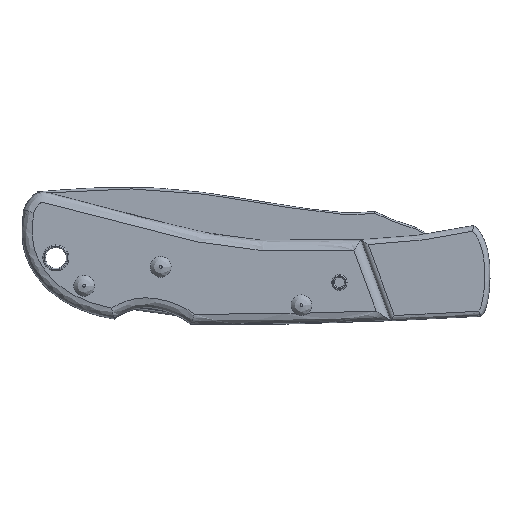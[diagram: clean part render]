
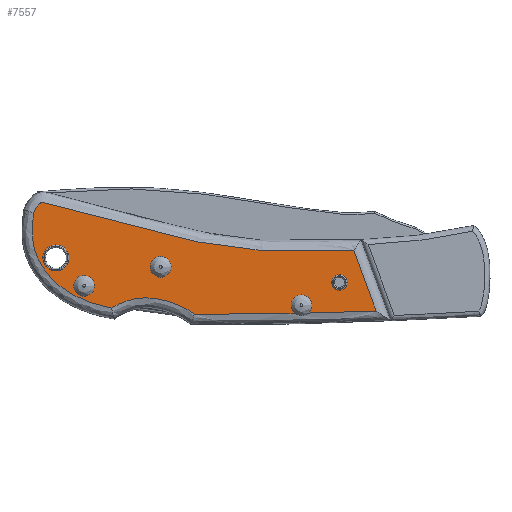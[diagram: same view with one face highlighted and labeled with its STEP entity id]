
A CAD part, front view. The second image highlights one B-rep face of the part: STEP entity #7557.
In plain terms, the highlighted planar face has unit normal (0, -1, 0).
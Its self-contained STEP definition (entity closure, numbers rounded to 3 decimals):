
#271=FACE_BOUND('',#1005,.T.);
#272=FACE_BOUND('',#1006,.T.);
#273=FACE_BOUND('',#1007,.T.);
#274=FACE_BOUND('',#1008,.T.);
#275=FACE_BOUND('',#1009,.T.);
#357=CIRCLE('',#7995,1.5);
#360=CIRCLE('',#8013,1.5);
#361=CIRCLE('',#8014,2.5);
#362=CIRCLE('',#8015,1.5);
#363=CIRCLE('',#8016,1.5);
#574=FACE_OUTER_BOUND('',#1004,.T.);
#1004=EDGE_LOOP('',(#5454,#5455,#5456,#5457,#5458));
#1005=EDGE_LOOP('',(#5459));
#1006=EDGE_LOOP('',(#5460));
#1007=EDGE_LOOP('',(#5461));
#1008=EDGE_LOOP('',(#5462));
#1009=EDGE_LOOP('',(#5463));
#1485=LINE('',#13377,#2250);
#2250=VECTOR('',#8719,10.);
#2998=B_SPLINE_CURVE_WITH_KNOTS('',3,(#13156,#13157,#13158,#13159,#13160,
#13161,#13162,#13163,#13164,#13165,#13166,#13167,#13168,#13169,#13170,#13171,
#13172,#13173,#13174,#13175,#13176,#13177,#13178,#13179,#13180,#13181,#13182,
#13183),.UNSPECIFIED.,.F.,.F.,(4,1,1,1,1,1,1,1,1,1,1,1,1,1,1,1,1,1,1,1,
1,1,1,1,1,4),(-6.535,-6.503,-6.444,-6.385,
-6.356,-6.327,-6.297,-6.29,
-6.283,-6.268,-6.239,-6.21,
-6.151,-6.092,-5.975,-5.858,
-5.624,-4.999,-4.843,-4.686,
-4.062,-2.812,-1.875,-1.406,
-0.937,-0.146),.UNSPECIFIED.);
#3001=B_SPLINE_CURVE_WITH_KNOTS('',3,(#13249,#13250,#13251,#13252,#13253,
#13254),.UNSPECIFIED.,.F.,.F.,(4,1,1,4),(-3.588,-2.758,
-1.655,-0.079),.UNSPECIFIED.);
#3006=B_SPLINE_CURVE_WITH_KNOTS('',3,(#13352,#13353,#13354,#13355,#13356,
#13357,#13358,#13359,#13360,#13361),.UNSPECIFIED.,.F.,.F.,(4,1,1,1,1,1,
1,4),(-1.812,-1.783,-1.646,-1.372,
-0.823,-0.549,-0.274,-0.105),
 .UNSPECIFIED.);
#3009=B_SPLINE_CURVE_WITH_KNOTS('',3,(#13444,#13445,#13446,#13447,#13448,
#13449,#13450,#13451,#13452,#13453,#13454),.UNSPECIFIED.,.F.,.F.,(4,1,1,
1,1,1,1,1,4),(-2.715,-2.401,-2.001,-1.201,
-0.8,-0.6,-0.4,-0.2,
-0.027),.UNSPECIFIED.);
#3249=VERTEX_POINT('',#12862);
#3270=VERTEX_POINT('',#13154);
#3271=VERTEX_POINT('',#13155);
#3272=VERTEX_POINT('',#13247);
#3273=VERTEX_POINT('',#13248);
#3276=VERTEX_POINT('',#13351);
#3277=VERTEX_POINT('',#13493);
#3278=VERTEX_POINT('',#13495);
#3279=VERTEX_POINT('',#13497);
#3280=VERTEX_POINT('',#13499);
#4062=EDGE_CURVE('',#3249,#3249,#357,.T.);
#4096=EDGE_CURVE('',#3270,#3271,#2998,.T.);
#4099=EDGE_CURVE('',#3272,#3273,#3001,.T.);
#4104=EDGE_CURVE('',#3273,#3276,#3006,.T.);
#4106=EDGE_CURVE('',#3271,#3272,#1485,.T.);
#4108=EDGE_CURVE('',#3276,#3270,#3009,.T.);
#4110=EDGE_CURVE('',#3277,#3277,#360,.T.);
#4111=EDGE_CURVE('',#3278,#3278,#361,.T.);
#4112=EDGE_CURVE('',#3279,#3279,#362,.T.);
#4113=EDGE_CURVE('',#3280,#3280,#363,.T.);
#5454=ORIENTED_EDGE('',*,*,#4099,.F.);
#5455=ORIENTED_EDGE('',*,*,#4106,.F.);
#5456=ORIENTED_EDGE('',*,*,#4096,.F.);
#5457=ORIENTED_EDGE('',*,*,#4108,.F.);
#5458=ORIENTED_EDGE('',*,*,#4104,.F.);
#5459=ORIENTED_EDGE('',*,*,#4110,.F.);
#5460=ORIENTED_EDGE('',*,*,#4062,.F.);
#5461=ORIENTED_EDGE('',*,*,#4111,.F.);
#5462=ORIENTED_EDGE('',*,*,#4112,.F.);
#5463=ORIENTED_EDGE('',*,*,#4113,.F.);
#7239=PLANE('',#8012);
#7557=ADVANCED_FACE('',(#574,#271,#272,#273,#274,#275),#7239,.F.);
#7995=AXIS2_PLACEMENT_3D('',#12863,#8659,#8660);
#8012=AXIS2_PLACEMENT_3D('',#13492,#8721,#8722);
#8013=AXIS2_PLACEMENT_3D('',#13494,#8723,#8724);
#8014=AXIS2_PLACEMENT_3D('',#13496,#8725,#8726);
#8015=AXIS2_PLACEMENT_3D('',#13498,#8727,#8728);
#8016=AXIS2_PLACEMENT_3D('',#13500,#8729,#8730);
#8659=DIRECTION('center_axis',(0.,-1.,0.));
#8660=DIRECTION('ref_axis',(1.,0.,0.));
#8719=DIRECTION('',(0.345,0.,-0.939));
#8721=DIRECTION('center_axis',(0.,1.,0.));
#8722=DIRECTION('ref_axis',(1.,0.,0.));
#8723=DIRECTION('center_axis',(0.,-1.,0.));
#8724=DIRECTION('ref_axis',(1.,0.,0.));
#8725=DIRECTION('center_axis',(0.,-1.,0.));
#8726=DIRECTION('ref_axis',(1.,0.,0.));
#8727=DIRECTION('center_axis',(0.,-1.,0.));
#8728=DIRECTION('ref_axis',(1.,0.,0.));
#8729=DIRECTION('center_axis',(0.,-1.,0.));
#8730=DIRECTION('ref_axis',(1.,0.,0.));
#12862=CARTESIAN_POINT('',(-20.5,0.,-7.));
#12863=CARTESIAN_POINT('Origin',(-19.,0.,-7.));
#13154=CARTESIAN_POINT('',(-78.051,0.,6.473));
#13155=CARTESIAN_POINT('',(-16.199,0.,-0.797));
#13156=CARTESIAN_POINT('Ctrl Pts',(-78.051,0.,
6.473));
#13157=CARTESIAN_POINT('Ctrl Pts',(-78.007,0.,
6.572));
#13158=CARTESIAN_POINT('Ctrl Pts',(-77.88,0.,
6.849));
#13159=CARTESIAN_POINT('Ctrl Pts',(-77.649,0.,
7.292));
#13160=CARTESIAN_POINT('Ctrl Pts',(-77.385,0.,
7.704));
#13161=CARTESIAN_POINT('Ctrl Pts',(-77.138,0.,
8.007));
#13162=CARTESIAN_POINT('Ctrl Pts',(-76.928,0.,
8.212));
#13163=CARTESIAN_POINT('Ctrl Pts',(-76.744,0.,
8.335));
#13164=CARTESIAN_POINT('Ctrl Pts',(-76.607,0.,
8.388));
#13165=CARTESIAN_POINT('Ctrl Pts',(-76.513,0.,
8.414));
#13166=CARTESIAN_POINT('Ctrl Pts',(-76.343,0.,
8.438));
#13167=CARTESIAN_POINT('Ctrl Pts',(-76.099,0.,
8.432));
#13168=CARTESIAN_POINT('Ctrl Pts',(-75.711,0.,
8.38));
#13169=CARTESIAN_POINT('Ctrl Pts',(-75.231,0.,
8.268));
#13170=CARTESIAN_POINT('Ctrl Pts',(-74.48,0.,
8.058));
#13171=CARTESIAN_POINT('Ctrl Pts',(-73.554,0.,
7.792));
#13172=CARTESIAN_POINT('Ctrl Pts',(-72.027,0.,
7.422));
#13173=CARTESIAN_POINT('Ctrl Pts',(-68.773,0.,
6.666));
#13174=CARTESIAN_POINT('Ctrl Pts',(-65.484,0.,
5.753));
#13175=CARTESIAN_POINT('Ctrl Pts',(-62.517,0.,
4.93));
#13176=CARTESIAN_POINT('Ctrl Pts',(-59.571,0.,
4.105));
#13177=CARTESIAN_POINT('Ctrl Pts',(-53.064,0.,
2.318));
#13178=CARTESIAN_POINT('Ctrl Pts',(-43.808,0.,
0.102));
#13179=CARTESIAN_POINT('Ctrl Pts',(-35.087,0.,
-0.894));
#13180=CARTESIAN_POINT('Ctrl Pts',(-28.863,0.,
-1.023));
#13181=CARTESIAN_POINT('Ctrl Pts',(-23.103,0.,
-0.966));
#13182=CARTESIAN_POINT('Ctrl Pts',(-18.847,0.,
-0.888));
#13183=CARTESIAN_POINT('Ctrl Pts',(-16.199,0.,
-0.798));
#13247=CARTESIAN_POINT('',(-11.887,0.,-12.532));
#13248=CARTESIAN_POINT('',(-46.968,0.,-13.132));
#13249=CARTESIAN_POINT('Ctrl Pts',(-11.887,0.,
-12.533));
#13250=CARTESIAN_POINT('Ctrl Pts',(-14.65,0.,
-12.647));
#13251=CARTESIAN_POINT('Ctrl Pts',(-21.089,0.,
-12.883));
#13252=CARTESIAN_POINT('Ctrl Pts',(-32.783,0.,
-13.124));
#13253=CARTESIAN_POINT('Ctrl Pts',(-41.715,0.,
-13.2));
#13254=CARTESIAN_POINT('Ctrl Pts',(-46.968,0.,
-13.132));
#13351=CARTESIAN_POINT('',(-62.965,0.,-11.968));
#13352=CARTESIAN_POINT('Ctrl Pts',(-46.968,0.,
-13.131));
#13353=CARTESIAN_POINT('Ctrl Pts',(-47.042,0.,
-13.072));
#13354=CARTESIAN_POINT('Ctrl Pts',(-47.48,0.,
-12.734));
#13355=CARTESIAN_POINT('Ctrl Pts',(-48.73,0.,
-11.962));
#13356=CARTESIAN_POINT('Ctrl Pts',(-51.64,0.,
-10.632));
#13357=CARTESIAN_POINT('Ctrl Pts',(-55.255,0.,
-9.771));
#13358=CARTESIAN_POINT('Ctrl Pts',(-58.931,0.,
-10.154));
#13359=CARTESIAN_POINT('Ctrl Pts',(-61.197,0.,
-10.939));
#13360=CARTESIAN_POINT('Ctrl Pts',(-62.502,0.,
-11.649));
#13361=CARTESIAN_POINT('Ctrl Pts',(-62.966,0.,
-11.966));
#13377=CARTESIAN_POINT('',(-17.897,0.,3.821));
#13444=CARTESIAN_POINT('Ctrl Pts',(-62.965,0.,
-11.968));
#13445=CARTESIAN_POINT('Ctrl Pts',(-63.99,0.,
-11.768));
#13446=CARTESIAN_POINT('Ctrl Pts',(-66.307,0.,
-11.216));
#13447=CARTESIAN_POINT('Ctrl Pts',(-71.034,0.,
-9.417));
#13448=CARTESIAN_POINT('Ctrl Pts',(-75.349,0.,
-6.031));
#13449=CARTESIAN_POINT('Ctrl Pts',(-77.589,0.,
-1.856));
#13450=CARTESIAN_POINT('Ctrl Pts',(-78.21,0.,
0.749));
#13451=CARTESIAN_POINT('Ctrl Pts',(-78.335,0.,
2.753));
#13452=CARTESIAN_POINT('Ctrl Pts',(-78.239,0.,
4.661));
#13453=CARTESIAN_POINT('Ctrl Pts',(-78.121,0.,
5.9));
#13454=CARTESIAN_POINT('Ctrl Pts',(-78.051,0.,
6.473));
#13492=CARTESIAN_POINT('Origin',(-44.691,0.,-2.328));
#13493=CARTESIAN_POINT('',(-27.824,0.,-11.405));
#13494=CARTESIAN_POINT('Origin',(-26.324,0.,-11.405));
#13495=CARTESIAN_POINT('',(-76.261,0.,-2.255));
#13496=CARTESIAN_POINT('Origin',(-73.761,0.,-2.255));
#13497=CARTESIAN_POINT('',(-69.803,0.,-7.659));
#13498=CARTESIAN_POINT('Origin',(-68.303,0.,-7.659));
#13499=CARTESIAN_POINT('',(-55.,0.,-4.));
#13500=CARTESIAN_POINT('Origin',(-53.5,0.,-4.));
